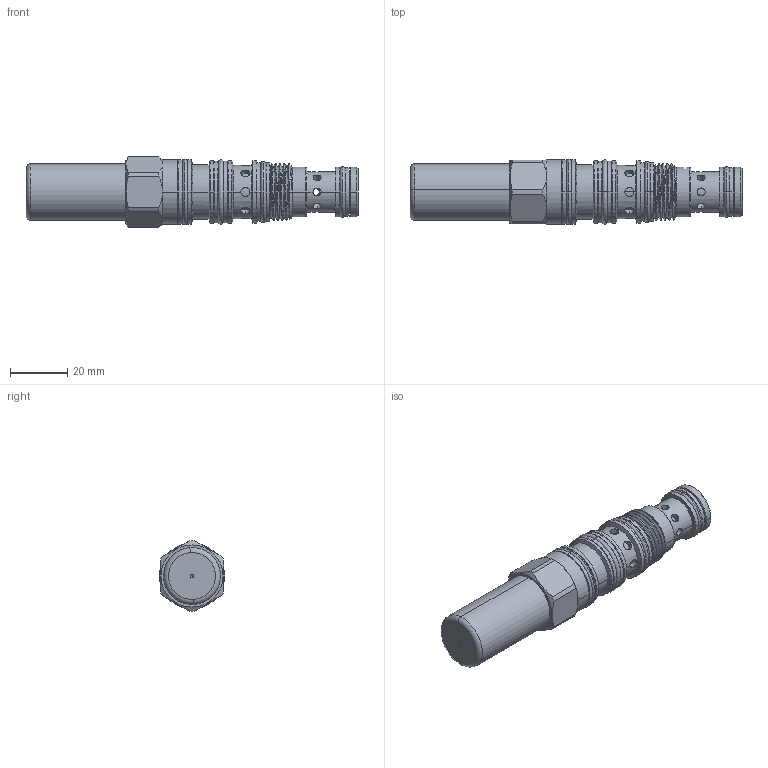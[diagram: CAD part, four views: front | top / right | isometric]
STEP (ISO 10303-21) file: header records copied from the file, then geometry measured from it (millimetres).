
FILE_DESCRIPTION (( 'STEP AP203' ), '1' );
FILE_NAME ('PW21A40(43)(45)-C.STEP', '2020-03-23T06:00:00', ( '' ), ( '' ), 'SwSTEP 2.0', 'SolidWorks 2018', '' );
FILE_SCHEMA (( 'CONFIG_CONTROL_DESIGN' ));
Length unit declared in the file: millimetre
Products named in the file (1): PW21A40(43)(45)-C
Bounding box: 116.39 x 22.98 x 24.79 mm (x, y, z)
Volume: 29541.6 mm3; surface area: 20674.2 mm2
Topology: 12 solids, 13 shells, 981 faces, 2597 edges, 1643 vertices
Faces by surface type: cylinder 695, plane 105, cone 102, torus 67, bspline 8, sphere 4
Entity records: 64966 total; most frequent: CARTESIAN_POINT 41525, ORIENTED_EDGE 5186, DIRECTION 4059, EDGE_CURVE 2593, VERTEX_POINT 1643, AXIS2_PLACEMENT_3D 1608, EDGE_LOOP 1462, B_SPLINE_CURVE_WITH_KNOTS 1049
